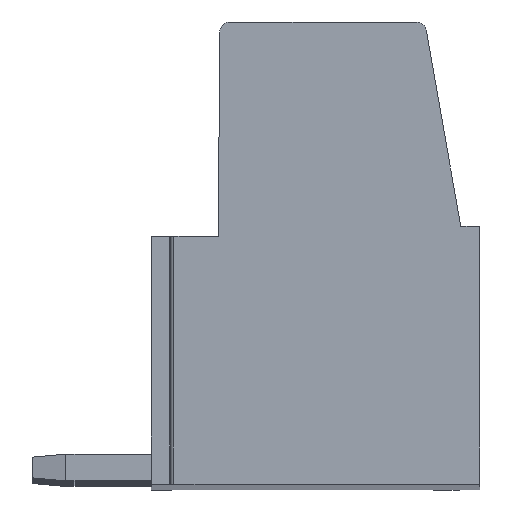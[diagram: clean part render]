
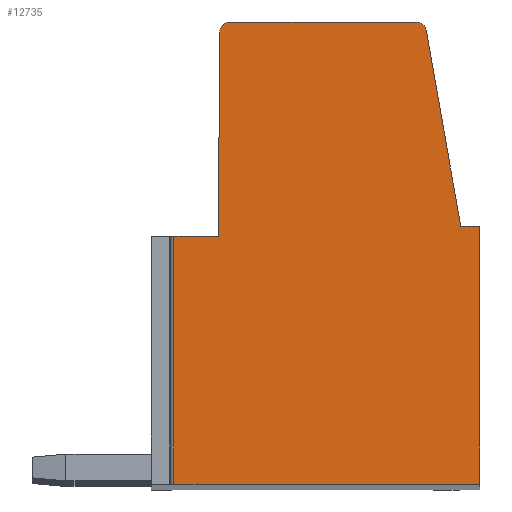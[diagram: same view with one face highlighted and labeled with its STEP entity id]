
A CAD part, top view. The second image highlights one B-rep face of the part: STEP entity #12735.
In plain terms, the highlighted planar face has unit normal (0, 0, 1).
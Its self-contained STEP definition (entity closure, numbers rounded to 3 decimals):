
#2155=DIRECTION('',(0.,1.,0.));
#2156=VECTOR('',#2155,7.4);
#2157=CARTESIAN_POINT('',(-4.225,-7.4,2.5));
#2158=LINE('',#2157,#2156);
#2159=DIRECTION('',(-1.,0.,0.));
#2160=VECTOR('',#2159,1.325);
#2161=CARTESIAN_POINT('',(-2.9,0.,2.5));
#2162=LINE('',#2161,#2160);
#2163=DIRECTION('',(-0.007,-1.,0.));
#2164=VECTOR('',#2163,6.1);
#2165=CARTESIAN_POINT('',(-2.859,6.1,2.5));
#2166=LINE('',#2165,#2164);
#2167=CARTESIAN_POINT('',(-2.557,6.098,2.5));
#2168=DIRECTION('',(0.,0.,1.));
#2169=DIRECTION('',(0.,1.,0.));
#2170=AXIS2_PLACEMENT_3D('',#2167,#2168,#2169);
#2172=DIRECTION('',(-1.,0.,0.));
#2173=VECTOR('',#2172,5.57);
#2174=CARTESIAN_POINT('',(3.013,6.4,2.5));
#2175=LINE('',#2174,#2173);
#2176=CARTESIAN_POINT('',(3.013,6.098,2.5));
#2177=DIRECTION('',(0.,0.,1.));
#2178=DIRECTION('',(0.985,0.173,0.));
#2179=AXIS2_PLACEMENT_3D('',#2176,#2177,#2178);
#2181=DIRECTION('',(-0.173,0.985,0.));
#2182=VECTOR('',#2181,5.94);
#2183=CARTESIAN_POINT('',(4.34,0.3,2.5));
#2184=LINE('',#2183,#2182);
#2185=DIRECTION('',(-1.,0.,0.));
#2186=VECTOR('',#2185,0.56);
#2187=CARTESIAN_POINT('',(4.9,0.3,2.5));
#2188=LINE('',#2187,#2186);
#2189=DIRECTION('',(0.,1.,0.));
#2190=VECTOR('',#2189,7.7);
#2191=CARTESIAN_POINT('',(4.9,-7.4,2.5));
#2192=LINE('',#2191,#2190);
#2193=DIRECTION('',(1.,0.,0.));
#2194=VECTOR('',#2193,9.125);
#2195=CARTESIAN_POINT('',(-4.225,-7.4,2.5));
#2196=LINE('',#2195,#2194);
#7573=CARTESIAN_POINT('',(4.9,-7.4,2.5));
#7574=CARTESIAN_POINT('',(4.9,0.3,2.5));
#7575=VERTEX_POINT('',#7573);
#7576=VERTEX_POINT('',#7574);
#7577=CARTESIAN_POINT('',(4.34,0.3,2.5));
#7578=VERTEX_POINT('',#7577);
#7579=CARTESIAN_POINT('',(3.311,6.15,2.5));
#7580=VERTEX_POINT('',#7579);
#7581=CARTESIAN_POINT('',(3.013,6.4,2.5));
#7582=VERTEX_POINT('',#7581);
#7583=CARTESIAN_POINT('',(-2.557,6.4,2.5));
#7584=VERTEX_POINT('',#7583);
#7585=CARTESIAN_POINT('',(-2.859,6.1,2.5));
#7586=VERTEX_POINT('',#7585);
#7587=CARTESIAN_POINT('',(-2.9,0.,2.5));
#7588=VERTEX_POINT('',#7587);
#7633=CARTESIAN_POINT('',(-4.225,-7.4,2.5));
#7634=CARTESIAN_POINT('',(-4.225,0.,2.5));
#7635=VERTEX_POINT('',#7633);
#7636=VERTEX_POINT('',#7634);
#12711=CARTESIAN_POINT('',(0.,0.,2.5));
#12712=DIRECTION('',(0.,0.,1.));
#12713=DIRECTION('',(1.,0.,0.));
#12714=AXIS2_PLACEMENT_3D('',#12711,#12712,#12713);
#12715=PLANE('',#12714);
#12716=ORIENTED_EDGE('',*,*,#12703,.T.);
#12717=ORIENTED_EDGE('',*,*,#9662,.F.);
#12719=ORIENTED_EDGE('',*,*,#12718,.F.);
#12721=ORIENTED_EDGE('',*,*,#12720,.F.);
#12723=ORIENTED_EDGE('',*,*,#12722,.F.);
#12725=ORIENTED_EDGE('',*,*,#12724,.F.);
#12727=ORIENTED_EDGE('',*,*,#12726,.F.);
#12729=ORIENTED_EDGE('',*,*,#12728,.F.);
#12731=ORIENTED_EDGE('',*,*,#12730,.F.);
#12732=ORIENTED_EDGE('',*,*,#9900,.F.);
#12733=EDGE_LOOP('',(#12716,#12717,#12719,#12721,#12723,#12725,#12727,#12729,
#12731,#12732));
#12734=FACE_OUTER_BOUND('',#12733,.F.);
#2171=CIRCLE('',#2170,0.302);
#2180=CIRCLE('',#2179,0.302);
#9662=EDGE_CURVE('',#7588,#7636,#2162,.T.);
#9900=EDGE_CURVE('',#7635,#7575,#2196,.T.);
#12703=EDGE_CURVE('',#7635,#7636,#2158,.T.);
#12718=EDGE_CURVE('',#7586,#7588,#2166,.T.);
#12720=EDGE_CURVE('',#7584,#7586,#2171,.T.);
#12722=EDGE_CURVE('',#7582,#7584,#2175,.T.);
#12724=EDGE_CURVE('',#7580,#7582,#2180,.T.);
#12726=EDGE_CURVE('',#7578,#7580,#2184,.T.);
#12728=EDGE_CURVE('',#7576,#7578,#2188,.T.);
#12730=EDGE_CURVE('',#7575,#7576,#2192,.T.);
#12735=ADVANCED_FACE('',(#12734),#12715,.T.);
